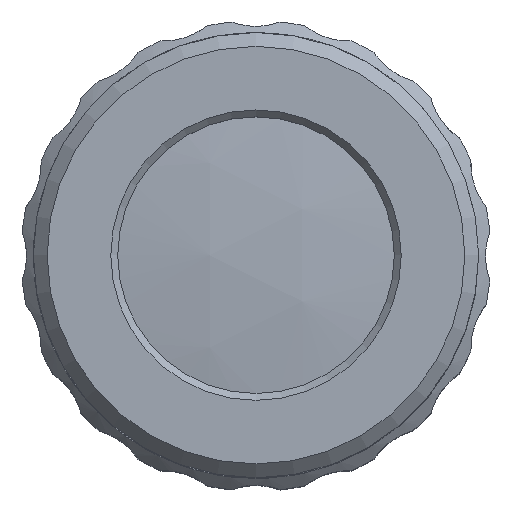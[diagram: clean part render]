
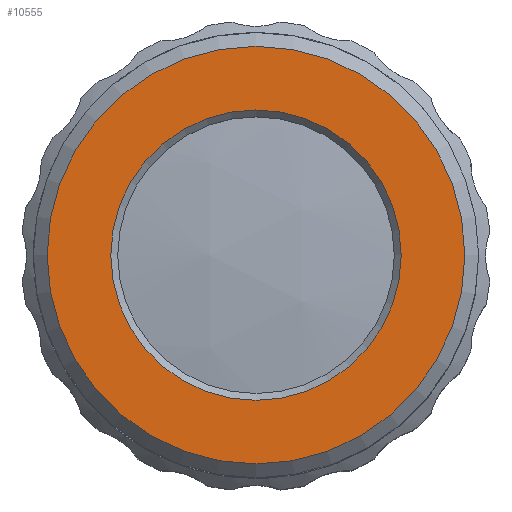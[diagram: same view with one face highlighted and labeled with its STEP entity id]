
A CAD part, top view. The second image highlights one B-rep face of the part: STEP entity #10555.
In plain terms, the highlighted planar face has unit normal (0, 0, 1).
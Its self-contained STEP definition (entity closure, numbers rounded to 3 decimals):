
#102 = DIRECTION ( 'NONE',  ( 0., 0., 1. ) ) ;
#2233 = CARTESIAN_POINT ( 'NONE',  ( 0., 0., 65. ) ) ;
#2570 = PLANE ( 'NONE',  #25091 ) ;
#4197 = CARTESIAN_POINT ( 'NONE',  ( 10.5, 0., 65. ) ) ;
#5047 = CARTESIAN_POINT ( 'NONE',  ( 0., 0., 65. ) ) ;
#6958 = EDGE_CURVE ( 'NONE', #31631, #31631, #30810, .T. ) ;
#8473 = ORIENTED_EDGE ( 'NONE', *, *, #6958, .T. ) ;
#8629 = EDGE_LOOP ( 'NONE', ( #13038 ) ) ;
#8932 = EDGE_CURVE ( 'NONE', #21617, #21617, #10910, .T. ) ;
#10555 = ADVANCED_FACE ( 'NONE', ( #17535, #30021 ), #2570, .T. ) ;
#10910 = CIRCLE ( 'NONE', #20366, 15.1 ) ;
#12426 = DIRECTION ( 'NONE',  ( 1., 0., 0. ) ) ;
#12602 = CARTESIAN_POINT ( 'NONE',  ( 0., 0., 65. ) ) ;
#12917 = DIRECTION ( 'NONE',  ( 1., 0., 0. ) ) ;
#13038 = ORIENTED_EDGE ( 'NONE', *, *, #8932, .T. ) ;
#15732 = EDGE_LOOP ( 'NONE', ( #8473 ) ) ;
#17386 = DIRECTION ( 'NONE',  ( 1., 0., 0. ) ) ;
#17535 = FACE_BOUND ( 'NONE', #15732, .T. ) ;
#17868 = DIRECTION ( 'NONE',  ( 0., 0., -1. ) ) ;
#20366 = AXIS2_PLACEMENT_3D ( 'NONE', #2233, #29844, #12426 ) ;
#21617 = VERTEX_POINT ( 'NONE', #24246 ) ;
#24246 = CARTESIAN_POINT ( 'NONE',  ( 15.1, 0., 65. ) ) ;
#25091 = AXIS2_PLACEMENT_3D ( 'NONE', #12602, #102, #12917 ) ;
#26118 = AXIS2_PLACEMENT_3D ( 'NONE', #5047, #17868, #17386 ) ;
#29844 = DIRECTION ( 'NONE',  ( 0., 0., 1. ) ) ;
#30021 = FACE_OUTER_BOUND ( 'NONE', #8629, .T. ) ;
#30810 = CIRCLE ( 'NONE', #26118, 10.5 ) ;
#31631 = VERTEX_POINT ( 'NONE', #4197 ) ;
